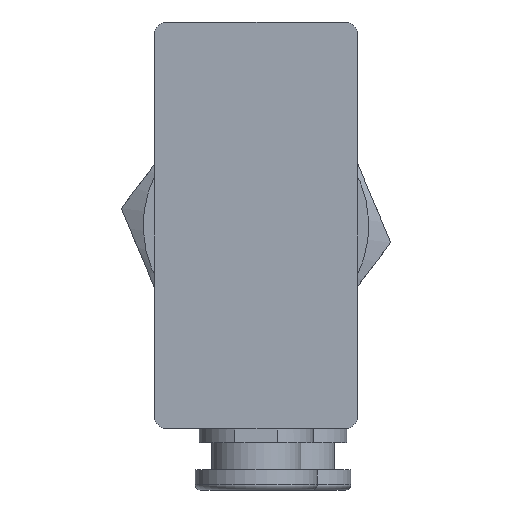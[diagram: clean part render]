
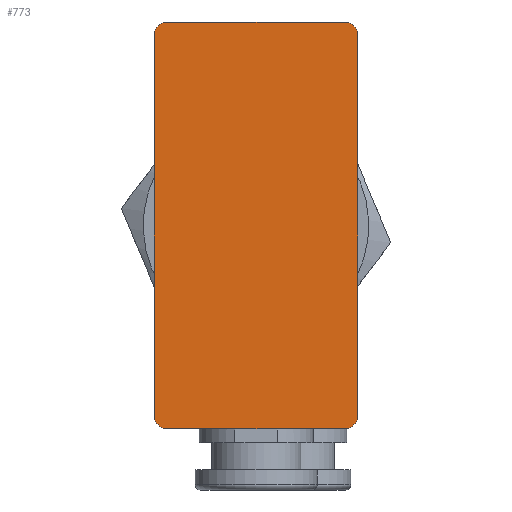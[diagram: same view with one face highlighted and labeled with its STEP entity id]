
A CAD part, front view. The second image highlights one B-rep face of the part: STEP entity #773.
In plain terms, the highlighted planar face has unit normal (0, -1, 0).
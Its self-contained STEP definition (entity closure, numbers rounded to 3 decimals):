
#364=CARTESIAN_POINT('',(7.207,-13.75,14.707));
#365=VERTEX_POINT('',#364);
#381=CARTESIAN_POINT('',(6.5,-13.75,15.0));
#382=VERTEX_POINT('',#381);
#389=CARTESIAN_POINT('',(6.5,-13.75,14.));
#390=DIRECTION('',(0.0,1.,0.0));
#391=DIRECTION('',(0.707,0.0,0.707));
#392=AXIS2_PLACEMENT_3D('',#389,#390,#391);
#393=CIRCLE('',#392,1.);
#394=EDGE_CURVE('',#382,#365,#393,.T.);
#404=CARTESIAN_POINT('',(7.207,-13.75,-14.707));
#405=VERTEX_POINT('',#404);
#414=CARTESIAN_POINT('',(6.5,-13.75,-15.0));
#415=VERTEX_POINT('',#414);
#416=CARTESIAN_POINT('',(6.5,-13.75,-14.));
#417=DIRECTION('',(0.0,1.,0.0));
#418=DIRECTION('',(0.707,0.0,-0.707));
#419=AXIS2_PLACEMENT_3D('',#416,#417,#418);
#420=CIRCLE('',#419,1.);
#421=EDGE_CURVE('',#405,#415,#420,.T.);
#448=CARTESIAN_POINT('',(-7.207,-13.75,-14.707));
#449=VERTEX_POINT('',#448);
#465=CARTESIAN_POINT('',(-6.5,-13.75,-15.0));
#466=VERTEX_POINT('',#465);
#473=CARTESIAN_POINT('',(-6.5,-13.75,-14.));
#474=DIRECTION('',(0.0,1.,0.0));
#475=DIRECTION('',(-0.707,0.0,-0.707));
#476=AXIS2_PLACEMENT_3D('',#473,#474,#475);
#477=CIRCLE('',#476,1.);
#478=EDGE_CURVE('',#466,#449,#477,.T.);
#488=CARTESIAN_POINT('',(-7.207,-13.75,14.707));
#489=VERTEX_POINT('',#488);
#498=CARTESIAN_POINT('',(-6.5,-13.75,15.0));
#499=VERTEX_POINT('',#498);
#500=CARTESIAN_POINT('',(-6.5,-13.75,14.));
#501=DIRECTION('',(0.0,1.,0.0));
#502=DIRECTION('',(-0.707,0.0,0.707));
#503=AXIS2_PLACEMENT_3D('',#500,#501,#502);
#504=CIRCLE('',#503,1.);
#505=EDGE_CURVE('',#489,#499,#504,.T.);
#692=CARTESIAN_POINT('',(-7.5,-13.75,14.));
#693=VERTEX_POINT('',#692);
#700=CARTESIAN_POINT('',(-6.5,-13.75,14.));
#701=DIRECTION('',(0.0,1.,0.0));
#702=DIRECTION('',(-0.707,0.0,0.707));
#703=AXIS2_PLACEMENT_3D('',#700,#701,#702);
#704=CIRCLE('',#703,1.);
#705=EDGE_CURVE('',#693,#489,#704,.T.);
#710=CARTESIAN_POINT('',(7.5,-13.75,-15.0));
#711=DIRECTION('',(0.0,-1.0,0.0));
#712=DIRECTION('',(0.0,0.0,-1.0));
#713=AXIS2_PLACEMENT_3D('',#710,#711,#712);
#714=PLANE('',#713);
#715=ORIENTED_EDGE('',*,*,#705,.F.);
#716=CARTESIAN_POINT('',(-7.5,-13.75,-14.));
#717=VERTEX_POINT('',#716);
#718=CARTESIAN_POINT('',(-7.5,-13.75,-14.));
#719=DIRECTION('',(0.0,0.0,1.0));
#720=VECTOR('',#719,28.0);
#721=LINE('',#718,#720);
#722=EDGE_CURVE('',#717,#693,#721,.T.);
#723=ORIENTED_EDGE('',*,*,#722,.F.);
#724=CARTESIAN_POINT('',(-6.5,-13.75,-14.));
#725=DIRECTION('',(0.0,1.,0.0));
#726=DIRECTION('',(-0.707,0.0,-0.707));
#727=AXIS2_PLACEMENT_3D('',#724,#725,#726);
#728=CIRCLE('',#727,1.);
#729=EDGE_CURVE('',#449,#717,#728,.T.);
#730=ORIENTED_EDGE('',*,*,#729,.F.);
#731=ORIENTED_EDGE('',*,*,#478,.F.);
#732=CARTESIAN_POINT('',(-6.5,-13.75,-15.0));
#733=DIRECTION('',(1.0,0.0,0.0));
#734=VECTOR('',#733,13.);
#735=LINE('',#732,#734);
#736=EDGE_CURVE('',#466,#415,#735,.T.);
#737=ORIENTED_EDGE('',*,*,#736,.T.);
#738=ORIENTED_EDGE('',*,*,#421,.F.);
#739=CARTESIAN_POINT('',(7.5,-13.75,-14.));
#740=VERTEX_POINT('',#739);
#741=CARTESIAN_POINT('',(6.5,-13.75,-14.));
#742=DIRECTION('',(0.0,1.,0.0));
#743=DIRECTION('',(0.707,0.0,-0.707));
#744=AXIS2_PLACEMENT_3D('',#741,#742,#743);
#745=CIRCLE('',#744,1.);
#746=EDGE_CURVE('',#740,#405,#745,.T.);
#747=ORIENTED_EDGE('',*,*,#746,.F.);
#748=CARTESIAN_POINT('',(7.5,-13.75,14.));
#749=VERTEX_POINT('',#748);
#750=CARTESIAN_POINT('',(7.5,-13.75,-14.));
#751=DIRECTION('',(0.0,0.0,1.0));
#752=VECTOR('',#751,28.0);
#753=LINE('',#750,#752);
#754=EDGE_CURVE('',#740,#749,#753,.T.);
#755=ORIENTED_EDGE('',*,*,#754,.T.);
#756=CARTESIAN_POINT('',(6.5,-13.75,14.));
#757=DIRECTION('',(0.0,1.,0.0));
#758=DIRECTION('',(0.707,0.0,0.707));
#759=AXIS2_PLACEMENT_3D('',#756,#757,#758);
#760=CIRCLE('',#759,1.);
#761=EDGE_CURVE('',#365,#749,#760,.T.);
#762=ORIENTED_EDGE('',*,*,#761,.F.);
#763=ORIENTED_EDGE('',*,*,#394,.F.);
#764=CARTESIAN_POINT('',(6.5,-13.75,15.0));
#765=DIRECTION('',(-1.0,0.0,0.0));
#766=VECTOR('',#765,13.);
#767=LINE('',#764,#766);
#768=EDGE_CURVE('',#382,#499,#767,.T.);
#769=ORIENTED_EDGE('',*,*,#768,.T.);
#770=ORIENTED_EDGE('',*,*,#505,.F.);
#771=EDGE_LOOP('',(#715,#723,#730,#731,#737,#738,#747,#755,#762,#763,#769,#770));
#772=FACE_OUTER_BOUND('',#771,.T.);
#773=ADVANCED_FACE('',(#772),#714,.T.);
